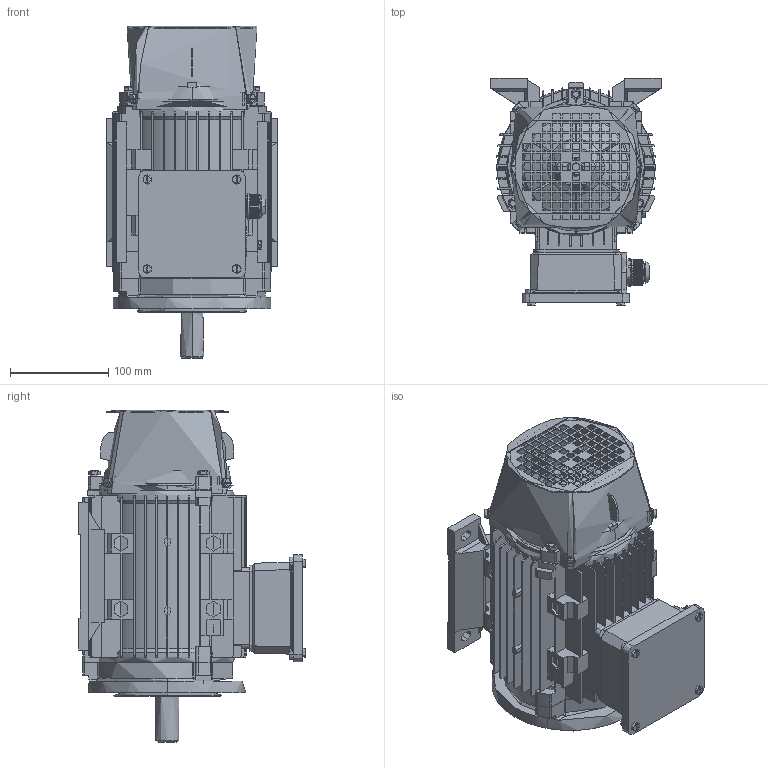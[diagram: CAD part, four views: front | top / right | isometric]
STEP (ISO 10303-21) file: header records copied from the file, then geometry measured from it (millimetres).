
FILE_DESCRIPTION (( 'STEP AP203' ), '1' );
FILE_NAME ('JL3-90L-B34B.STEP', '2021-09-19T02:47:19', ( 'Windows 用户' ), ( '微软中国' ), 'SwSTEP 2.0', 'SolidWorks 2016', '' );
FILE_SCHEMA (( 'CONFIG_CONTROL_DESIGN' ));
Products named in the file (1): JL3-90L-B34B
Bounding box: 173 x 230.5 x 337.5 mm (x, y, z)
Topology: 0 solids, 62 shells, 3828 faces, 10417 edges, 6830 vertices
Faces by surface type: plane 2196, cylinder 1092, bspline 285, cone 255
Entity records: 239105 total; most frequent: CARTESIAN_POINT 144441, ORIENTED_EDGE 20750, DIRECTION 18154, EDGE_CURVE 10397, VERTEX_POINT 6831, AXIS2_PLACEMENT_3D 6064, VECTOR 6026, LINE 6026
